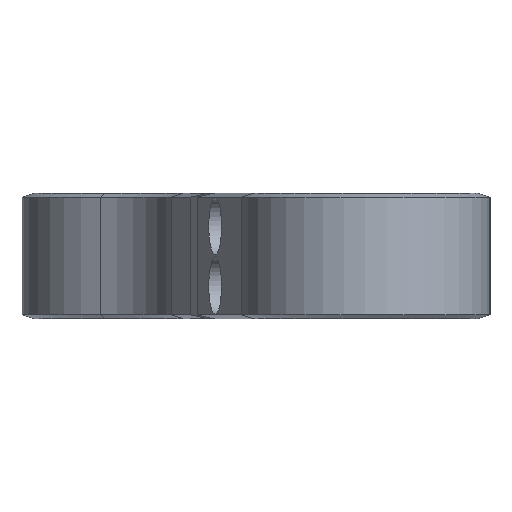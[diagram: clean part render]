
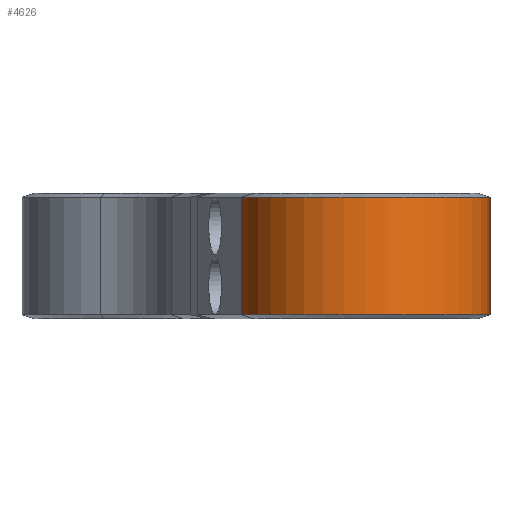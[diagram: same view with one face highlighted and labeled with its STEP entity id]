
A CAD part, left-side view. The second image highlights one B-rep face of the part: STEP entity #4626.
In plain terms, the highlighted cylindrical face has radius 30 mm (diameter 60 mm), a partial arc.
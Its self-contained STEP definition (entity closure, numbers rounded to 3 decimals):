
#232=CIRCLE('',#4998,30.);
#237=CIRCLE('',#5006,30.);
#456=FACE_OUTER_BOUND('',#738,.T.);
#738=EDGE_LOOP('',(#3609,#3610,#3611,#3612));
#1344=LINE('',#11102,#1609);
#1346=LINE('',#11114,#1611);
#1609=VECTOR('',#5868,10.);
#1611=VECTOR('',#5880,10.);
#2059=VERTEX_POINT('',#11091);
#2060=VERTEX_POINT('',#11095);
#2061=VERTEX_POINT('',#11101);
#2066=VERTEX_POINT('',#11113);
#2685=EDGE_CURVE('',#2059,#2060,#232,.T.);
#2688=EDGE_CURVE('',#2060,#2061,#1344,.T.);
#2694=EDGE_CURVE('',#2059,#2066,#1346,.T.);
#2695=EDGE_CURVE('',#2061,#2066,#237,.T.);
#3609=ORIENTED_EDGE('',*,*,#2685,.F.);
#3610=ORIENTED_EDGE('',*,*,#2694,.T.);
#3611=ORIENTED_EDGE('',*,*,#2695,.F.);
#3612=ORIENTED_EDGE('',*,*,#2688,.F.);
#4423=CYLINDRICAL_SURFACE('',#5005,30.);
#4626=ADVANCED_FACE('',(#456),#4423,.T.);
#4998=AXIS2_PLACEMENT_3D('',#11096,#5860,#5861);
#5005=AXIS2_PLACEMENT_3D('',#11112,#5878,#5879);
#5006=AXIS2_PLACEMENT_3D('',#11115,#5881,#5882);
#5860=DIRECTION('center_axis',(0.,0.,-1.));
#5861=DIRECTION('ref_axis',(0.224,-0.975,0.));
#5868=DIRECTION('',(0.,0.,1.));
#5878=DIRECTION('center_axis',(0.,0.,1.));
#5879=DIRECTION('ref_axis',(-0.94,-0.341,0.));
#5880=DIRECTION('',(0.,0.,1.));
#5881=DIRECTION('center_axis',(0.,0.,1.));
#5882=DIRECTION('ref_axis',(0.224,-0.975,0.));
#11091=CARTESIAN_POINT('',(-101.419,-26.75,1.));
#11095=CARTESIAN_POINT('',(-121.728,29.236,1.));
#11096=CARTESIAN_POINT('Origin',(-115.,0.,1.));
#11101=CARTESIAN_POINT('',(-121.728,29.236,29.));
#11102=CARTESIAN_POINT('',(-121.728,29.236,0.));
#11112=CARTESIAN_POINT('Origin',(-115.,0.,0.));
#11113=CARTESIAN_POINT('',(-101.419,-26.75,29.));
#11114=CARTESIAN_POINT('',(-101.419,-26.75,0.));
#11115=CARTESIAN_POINT('Origin',(-115.,0.,29.));
